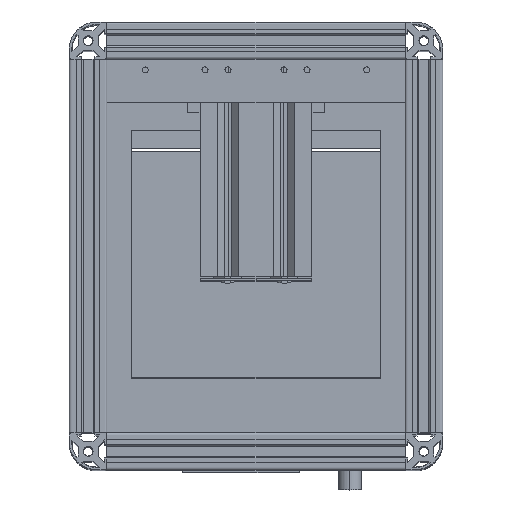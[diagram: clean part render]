
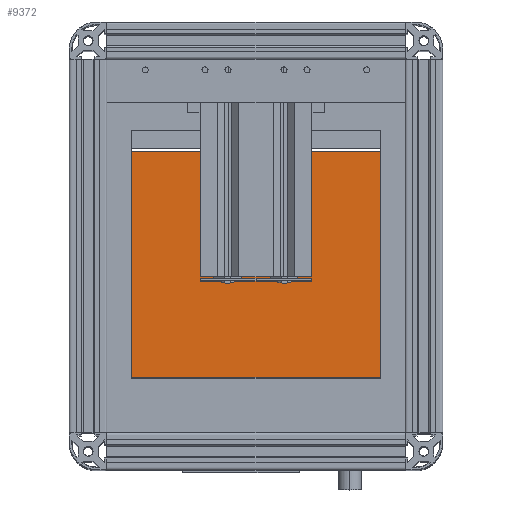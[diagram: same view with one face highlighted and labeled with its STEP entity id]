
A CAD part, top view. The second image highlights one B-rep face of the part: STEP entity #9372.
In plain terms, the highlighted planar face has unit normal (0, 0, 1).
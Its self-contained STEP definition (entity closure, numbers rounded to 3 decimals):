
#5410=B_SPLINE_CURVE_WITH_KNOTS('',1,(#109110,#109111),.UNSPECIFIED.,.F.,
 .F.,(2,2),(0.,200.),.UNSPECIFIED.);
#5414=B_SPLINE_CURVE_WITH_KNOTS('',1,(#109118,#109119),.UNSPECIFIED.,.F.,
 .F.,(2,2),(200.,399.5),.UNSPECIFIED.);
#5417=B_SPLINE_CURVE_WITH_KNOTS('',1,(#109124,#109125),.UNSPECIFIED.,.F.,
 .F.,(2,2),(399.5,599.5),.UNSPECIFIED.);
#5419=B_SPLINE_CURVE_WITH_KNOTS('',1,(#109128,#109129),.UNSPECIFIED.,.F.,
 .F.,(2,2),(599.5,799.),.UNSPECIFIED.);
#9372=ADVANCED_FACE('',(#12672),#53301,.T.);
#12672=FACE_OUTER_BOUND('',#16654,.T.);
#16654=EDGE_LOOP('',(#33461,#33462,#33463,#33464));
#33461=ORIENTED_EDGE('',*,*,#42042,.T.);
#33462=ORIENTED_EDGE('',*,*,#42046,.T.);
#33463=ORIENTED_EDGE('',*,*,#42049,.T.);
#33464=ORIENTED_EDGE('',*,*,#42051,.T.);
#42042=EDGE_CURVE('',#51427,#51426,#5410,.T.);
#42046=EDGE_CURVE('',#51426,#51429,#5414,.T.);
#42049=EDGE_CURVE('',#51429,#51431,#5417,.T.);
#42051=EDGE_CURVE('',#51431,#51427,#5419,.T.);
#51426=VERTEX_POINT('',#109100);
#51427=VERTEX_POINT('',#109101);
#51429=VERTEX_POINT('',#109103);
#51431=VERTEX_POINT('',#109105);
#53301=PLANE('',#56531);
#56531=AXIS2_PLACEMENT_3D('',#109097,#58373,$);
#58373=DIRECTION('',(0.,0.,1.));
#109097=CARTESIAN_POINT('',(-544.25,-846.5,379.));
#109100=CARTESIAN_POINT('',(-544.25,-665.,379.));
#109101=CARTESIAN_POINT('',(-544.25,-846.5,379.));
#109103=CARTESIAN_POINT('',(-743.75,-665.,379.));
#109105=CARTESIAN_POINT('',(-743.75,-846.5,379.));
#109110=CARTESIAN_POINT('',(-544.25,-846.5,379.));
#109111=CARTESIAN_POINT('',(-544.25,-665.,379.));
#109118=CARTESIAN_POINT('',(-544.25,-665.,379.));
#109119=CARTESIAN_POINT('',(-743.75,-665.,379.));
#109124=CARTESIAN_POINT('',(-743.75,-665.,379.));
#109125=CARTESIAN_POINT('',(-743.75,-846.5,379.));
#109128=CARTESIAN_POINT('',(-743.75,-846.5,379.));
#109129=CARTESIAN_POINT('',(-544.25,-846.5,379.));
